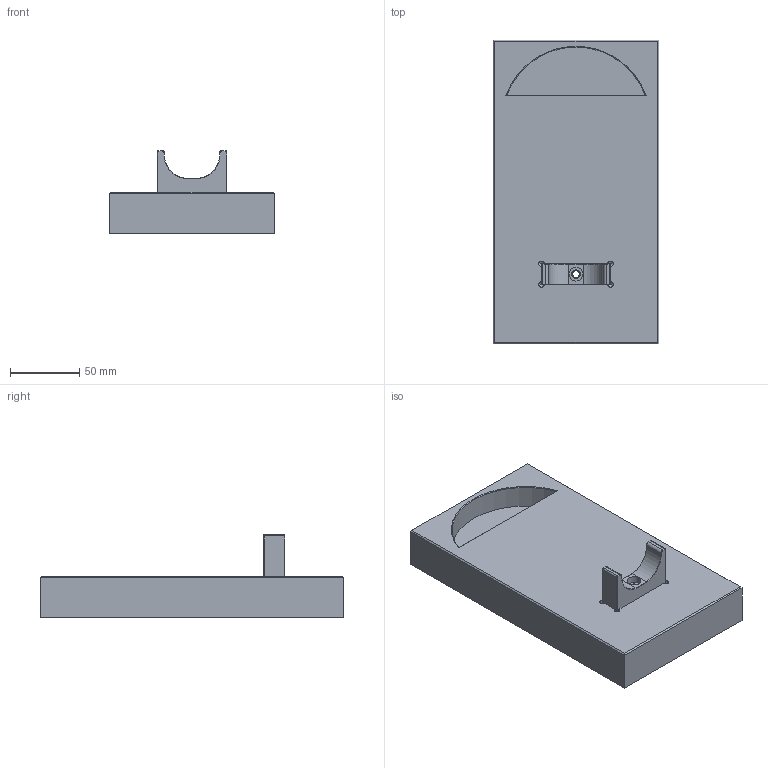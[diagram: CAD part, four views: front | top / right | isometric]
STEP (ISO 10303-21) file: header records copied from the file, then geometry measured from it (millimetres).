
FILE_DESCRIPTION (( 'STEP AP203' ), '1' );
FILE_NAME ('Baugr1.STEP', '2023-08-30T11:46:49', ( '' ), ( '' ), 'SwSTEP 2.0', 'SolidWorks 2020', '' );
FILE_SCHEMA (( 'CONFIG_CONTROL_DESIGN' ));
Length unit declared in the file: millimetre
Products named in the file (3): Standfuss PVC Versuch-2; Baugr1; Auflage hinten
Assembly tree (2 placements, depth 2):
  Baugr1
    Standfuss PVC Versuch-2
    Auflage hinten
Bounding box: 120 x 220 x 60 mm (x, y, z)
Volume: 759183.3 mm3; surface area: 83045 mm2
Topology: 2 solids, 2 shells, 83 faces, 196 edges, 112 vertices
Faces by surface type: plane 43, cone 21, cylinder 19
Entity records: 2598 total; most frequent: DIRECTION 415, CARTESIAN_POINT 406, ORIENTED_EDGE 376, EDGE_CURVE 188, AXIS2_PLACEMENT_3D 145, LINE 125, VECTOR 125, VERTEX_POINT 112
